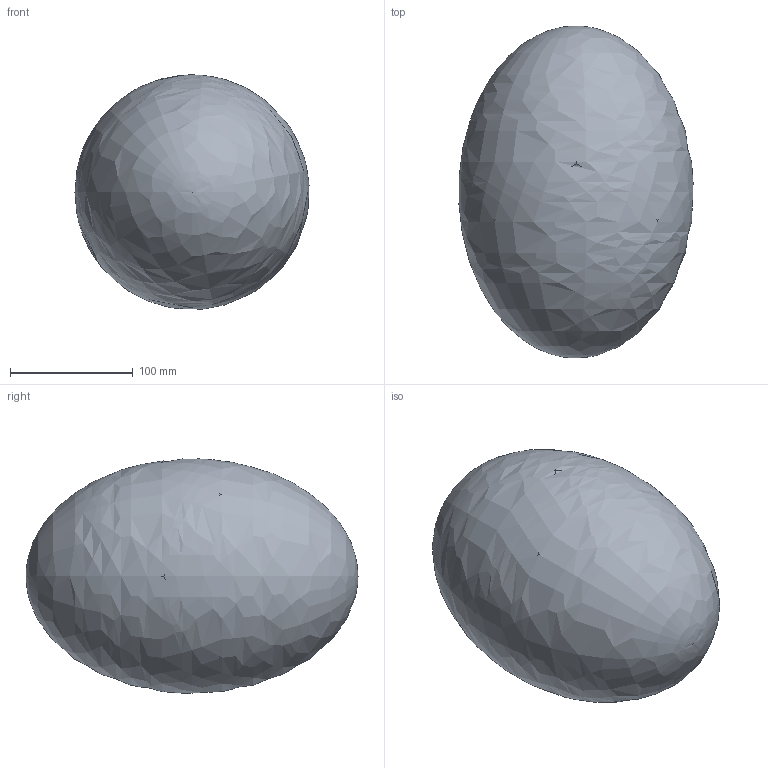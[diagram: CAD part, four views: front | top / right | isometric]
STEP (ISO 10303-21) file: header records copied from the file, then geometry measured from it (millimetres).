
FILE_DESCRIPTION(('FreeCAD Model'),'2;1');
FILE_NAME('Open CASCADE Shape Model','2025-05-03T16:51:07',('FreeCAD'),( 'FreeCAD'),'Open CASCADE STEP processor 7.6','FreeCAD','Unknown');
FILE_SCHEMA(('AUTOMOTIVE_DESIGN { 1 0 10303 214 1 1 1 1 }'));
Length unit declared in the file: millimetre
Products named in the file (1): Open CASCADE STEP translator 7.6 1
Bounding box: 190.79 x 270.66 x 190.97 mm (x, y, z)
Volume: 7471230.3 mm3; surface area: 246644.2 mm2
Topology: 2 solids, 2 shells, 9 faces, 19 edges, 12 vertices
Faces by surface type: bspline 9
Entity records: 250 total; most frequent: CARTESIAN_POINT 121, ORIENTED_EDGE 32, EDGE_CURVE 16, B_SPLINE_CURVE_WITH_KNOTS 16, VERTEX_POINT 11, ADVANCED_FACE 9, FACE_BOUND 9, EDGE_LOOP 8
